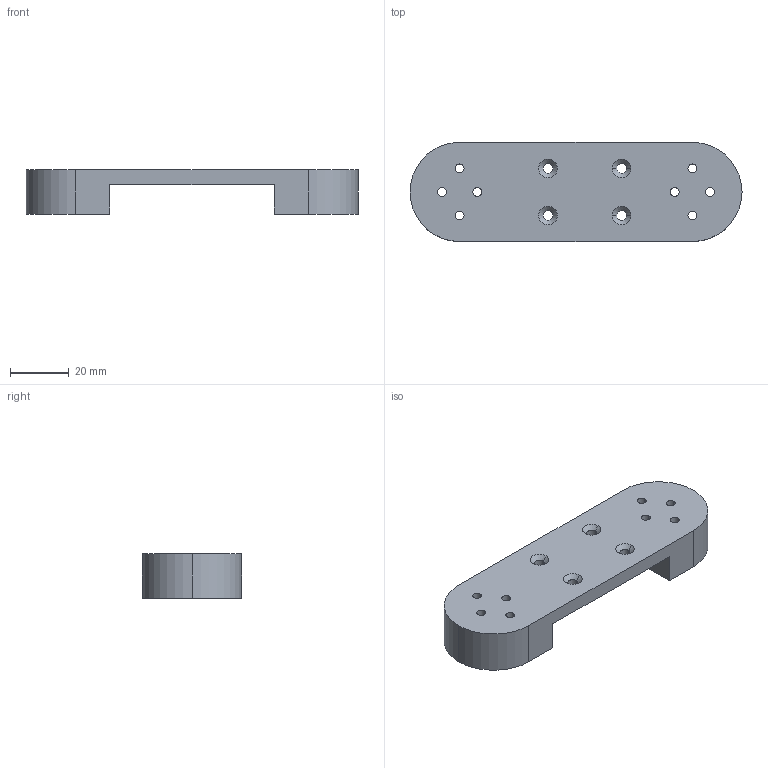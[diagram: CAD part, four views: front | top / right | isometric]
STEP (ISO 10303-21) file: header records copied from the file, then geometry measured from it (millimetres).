
FILE_DESCRIPTION (( 'STEP AP214' ), '1' );
FILE_NAME ('motor mount.STEP', '2025-03-17T10:00:22', ( '' ), ( '' ), 'SwSTEP 2.0', 'SolidWorks 2024', '' );
FILE_SCHEMA (( 'AUTOMOTIVE_DESIGN' ));
Length unit declared in the file: millimetre
Products named in the file (1): motor mount
Bounding box: 112.65 x 33.65 x 15 mm (x, y, z)
Volume: 33355.7 mm3; surface area: 11742.7 mm2
Topology: 1 solids, 1 shells, 43 faces, 115 edges, 74 vertices
Faces by surface type: cylinder 27, cone 8, plane 8
Entity records: 1438 total; most frequent: DIRECTION 265, CARTESIAN_POINT 233, ORIENTED_EDGE 230, EDGE_CURVE 115, AXIS2_PLACEMENT_3D 106, VERTEX_POINT 74, EDGE_LOOP 67, CIRCLE 62
